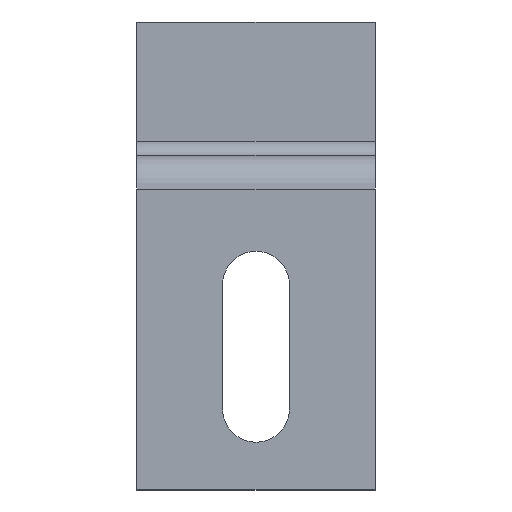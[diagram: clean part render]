
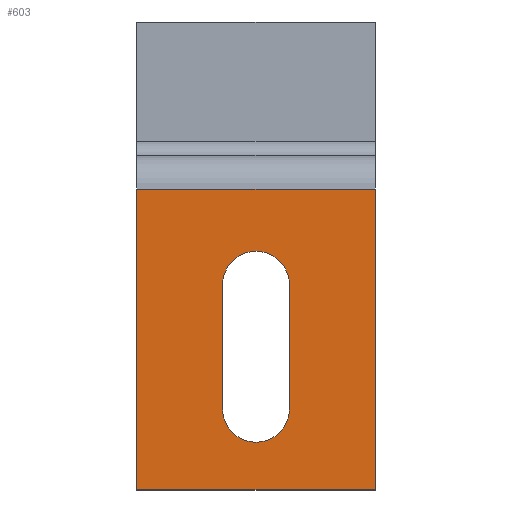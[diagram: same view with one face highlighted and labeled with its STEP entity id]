
A CAD part, front view. The second image highlights one B-rep face of the part: STEP entity #603.
In plain terms, the highlighted planar face has unit normal (0, -1, 0).
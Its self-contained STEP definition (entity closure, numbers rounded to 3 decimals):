
#8 = ORIENTED_EDGE ( 'NONE', *, *, #414, .T. ) ;
#39 = VECTOR ( 'NONE', #571, 1000. ) ;
#51 = ORIENTED_EDGE ( 'NONE', *, *, #467, .T. ) ;
#57 = CARTESIAN_POINT ( 'NONE',  ( 3.5, -52., 0. ) ) ;
#76 = CARTESIAN_POINT ( 'NONE',  ( 3.5, -52., -26.5 ) ) ;
#82 = VERTEX_POINT ( 'NONE', #106 ) ;
#85 = CARTESIAN_POINT ( 'NONE',  ( -12.5, -52., -35. ) ) ;
#89 = LINE ( 'NONE', #429, #675 ) ;
#91 = VERTEX_POINT ( 'NONE', #479 ) ;
#106 = CARTESIAN_POINT ( 'NONE',  ( 0., -52., -10. ) ) ;
#107 = DIRECTION ( 'NONE',  ( 0., 0., 1. ) ) ;
#108 = EDGE_CURVE ( 'NONE', #254, #91, #634, .T. ) ;
#115 = CIRCLE ( 'NONE', #578, 3.5 ) ;
#142 = VECTOR ( 'NONE', #483, 1000. ) ;
#147 = DIRECTION ( 'NONE',  ( 0., 1., 0. ) ) ;
#183 = DIRECTION ( 'NONE',  ( 0., 0., 1. ) ) ;
#207 = DIRECTION ( 'NONE',  ( 1., 0., 0. ) ) ;
#211 = DIRECTION ( 'NONE',  ( 0., 0., 1. ) ) ;
#215 = ORIENTED_EDGE ( 'NONE', *, *, #616, .T. ) ;
#219 = ORIENTED_EDGE ( 'NONE', *, *, #406, .F. ) ;
#231 = DIRECTION ( 'NONE',  ( 0., 0., 1. ) ) ;
#234 = AXIS2_PLACEMENT_3D ( 'NONE', #586, #260, #211 ) ;
#240 = CARTESIAN_POINT ( 'NONE',  ( -3.5, -52., -13.5 ) ) ;
#249 = AXIS2_PLACEMENT_3D ( 'NONE', #702, #761, #389 ) ;
#254 = VERTEX_POINT ( 'NONE', #496 ) ;
#260 = DIRECTION ( 'NONE',  ( 0., 1., 0. ) ) ;
#267 = ORIENTED_EDGE ( 'NONE', *, *, #726, .T. ) ;
#296 = CARTESIAN_POINT ( 'NONE',  ( 0., -52., -13.5 ) ) ;
#302 = VECTOR ( 'NONE', #207, 1000. ) ;
#321 = DIRECTION ( 'NONE',  ( 0., 0., -1. ) ) ;
#326 = ORIENTED_EDGE ( 'NONE', *, *, #668, .T. ) ;
#369 = AXIS2_PLACEMENT_3D ( 'NONE', #652, #147, #705 ) ;
#382 = CIRCLE ( 'NONE', #234, 3.5 ) ;
#387 = ORIENTED_EDGE ( 'NONE', *, *, #108, .T. ) ;
#389 = DIRECTION ( 'NONE',  ( 0., 0., 1. ) ) ;
#392 = CARTESIAN_POINT ( 'NONE',  ( -12.5, -52., 0. ) ) ;
#402 = VERTEX_POINT ( 'NONE', #505 ) ;
#406 = EDGE_CURVE ( 'NONE', #453, #91, #442, .T. ) ;
#414 = EDGE_CURVE ( 'NONE', #402, #803, #632, .T. ) ;
#429 = CARTESIAN_POINT ( 'NONE',  ( -3.5, -52., 0. ) ) ;
#436 = VERTEX_POINT ( 'NONE', #240 ) ;
#442 = LINE ( 'NONE', #693, #142 ) ;
#453 = VERTEX_POINT ( 'NONE', #748 ) ;
#462 = FACE_BOUND ( 'NONE', #680, .T. ) ;
#463 = EDGE_CURVE ( 'NONE', #477, #254, #765, .T. ) ;
#467 = EDGE_CURVE ( 'NONE', #803, #584, #515, .T. ) ;
#477 = VERTEX_POINT ( 'NONE', #85 ) ;
#479 = CARTESIAN_POINT ( 'NONE',  ( 12.5, -52., -3.5 ) ) ;
#483 = DIRECTION ( 'NONE',  ( 1., 0., 0. ) ) ;
#496 = CARTESIAN_POINT ( 'NONE',  ( 12.5, -52., -35. ) ) ;
#502 = CARTESIAN_POINT ( 'NONE',  ( 12.5, -52., 0. ) ) ;
#505 = CARTESIAN_POINT ( 'NONE',  ( 3.5, -52., -13.5 ) ) ;
#512 = EDGE_LOOP ( 'NONE', ( #219, #267, #674, #387 ) ) ;
#513 = LINE ( 'NONE', #392, #39 ) ;
#515 = CIRCLE ( 'NONE', #369, 3.5 ) ;
#529 = PLANE ( 'NONE',  #249 ) ;
#571 = DIRECTION ( 'NONE',  ( 0., 0., -1. ) ) ;
#577 = EDGE_CURVE ( 'NONE', #82, #402, #382, .T. ) ;
#578 = AXIS2_PLACEMENT_3D ( 'NONE', #296, #719, #107 ) ;
#584 = VERTEX_POINT ( 'NONE', #590 ) ;
#586 = CARTESIAN_POINT ( 'NONE',  ( 0., -52., -13.5 ) ) ;
#590 = CARTESIAN_POINT ( 'NONE',  ( -3.5, -52., -26.5 ) ) ;
#603 = ADVANCED_FACE ( 'NONE', ( #462, #656 ), #529, .F. ) ;
#605 = VECTOR ( 'NONE', #183, 1000. ) ;
#609 = ORIENTED_EDGE ( 'NONE', *, *, #577, .T. ) ;
#616 = EDGE_CURVE ( 'NONE', #436, #82, #115, .T. ) ;
#632 = LINE ( 'NONE', #57, #664 ) ;
#634 = LINE ( 'NONE', #502, #605 ) ;
#652 = CARTESIAN_POINT ( 'NONE',  ( 0., -52., -26.5 ) ) ;
#656 = FACE_OUTER_BOUND ( 'NONE', #512, .T. ) ;
#664 = VECTOR ( 'NONE', #321, 1000. ) ;
#668 = EDGE_CURVE ( 'NONE', #584, #436, #89, .T. ) ;
#674 = ORIENTED_EDGE ( 'NONE', *, *, #463, .T. ) ;
#675 = VECTOR ( 'NONE', #231, 1000. ) ;
#680 = EDGE_LOOP ( 'NONE', ( #8, #51, #326, #215, #609 ) ) ;
#693 = CARTESIAN_POINT ( 'NONE',  ( 12.5, -52., -3.5 ) ) ;
#702 = CARTESIAN_POINT ( 'NONE',  ( 0., -52., 0. ) ) ;
#705 = DIRECTION ( 'NONE',  ( 0., 0., 1. ) ) ;
#719 = DIRECTION ( 'NONE',  ( 0., 1., 0. ) ) ;
#726 = EDGE_CURVE ( 'NONE', #453, #477, #513, .T. ) ;
#748 = CARTESIAN_POINT ( 'NONE',  ( -12.5, -52., -3.5 ) ) ;
#761 = DIRECTION ( 'NONE',  ( 0., 1., 0. ) ) ;
#765 = LINE ( 'NONE', #778, #302 ) ;
#778 = CARTESIAN_POINT ( 'NONE',  ( 0., -52., -35. ) ) ;
#803 = VERTEX_POINT ( 'NONE', #76 ) ;
